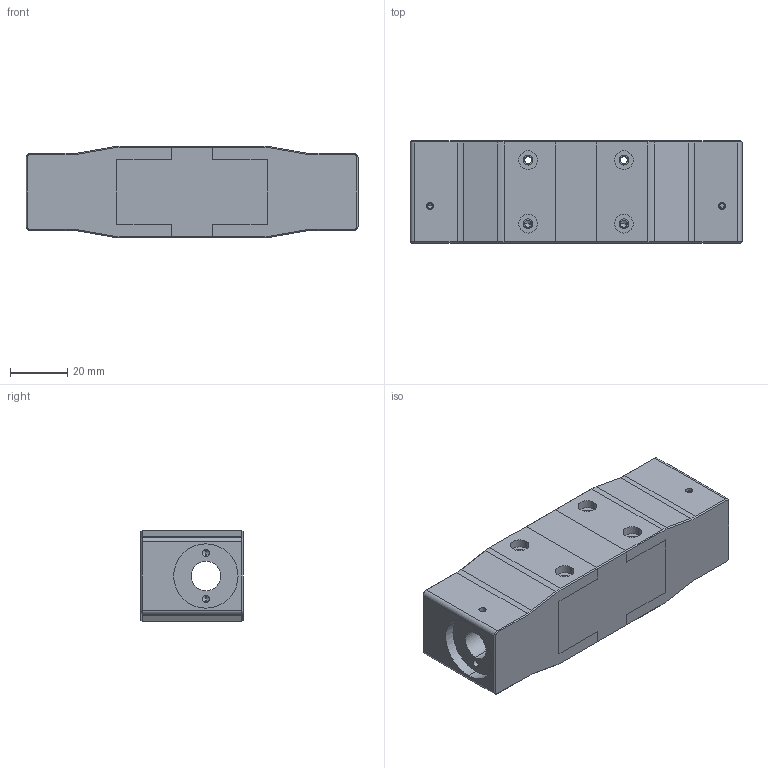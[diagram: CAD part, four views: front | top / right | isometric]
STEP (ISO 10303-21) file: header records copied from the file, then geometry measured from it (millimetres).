
FILE_DESCRIPTION (( 'STEP AP214' ), '1' );
FILE_NAME ('X Anti-Backlash Nut Assembly.STEP', '2024-11-29T21:45:53', ( '' ), ( '' ), 'SwSTEP 2.0', 'SolidWorks 2024', '' );
FILE_SCHEMA (( 'AUTOMOTIVE_DESIGN' ));
Length unit declared in the file: inch
Products named in the file (5): X Anti-Backlash Nut (CNC); 93285A110_93285A110; X Anti-Backlash Nut Assembly; X Anti-Backlash Nut-B (CNC)_1; X Anti-Backlash Nut-B (CNC)_2
Assembly tree (4 placements, depth 2):
  X Anti-Backlash Nut Assembly
    X Anti-Backlash Nut (CNC)
    X Anti-Backlash Nut-B (CNC)_2
    X Anti-Backlash Nut-B (CNC)_1
    93285A110_93285A110
Bounding box: 116.03 x 35.7 x 32 mm (x, y, z)
Volume: 99728.2 mm3; surface area: 32812.9 mm2
Topology: 5 solids, 5 shells, 278 faces, 675 edges, 403 vertices
Faces by surface type: cylinder 113, plane 98, cone 64, bspline 3
Entity records: 9067 total; most frequent: CARTESIAN_POINT 2378, DIRECTION 1407, ORIENTED_EDGE 1306, EDGE_CURVE 653, AXIS2_PLACEMENT_3D 516, VERTEX_POINT 403, VECTOR 375, LINE 375
